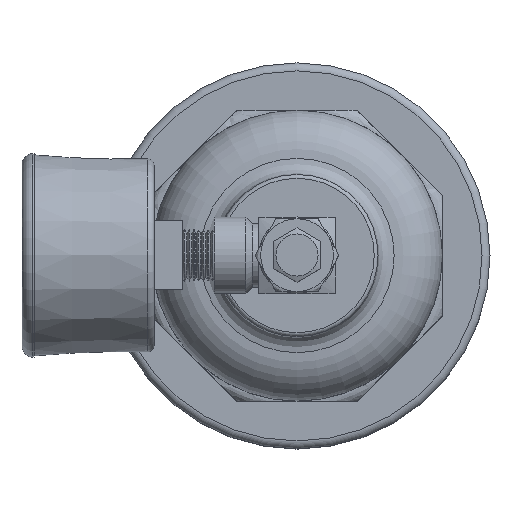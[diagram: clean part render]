
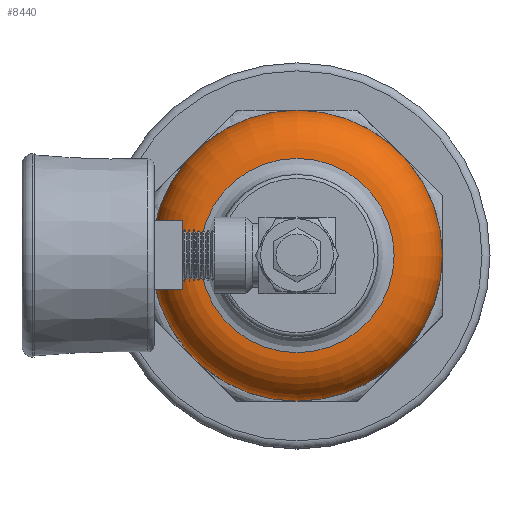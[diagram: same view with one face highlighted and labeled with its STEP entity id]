
A CAD part, top view. The second image highlights one B-rep face of the part: STEP entity #8440.
In plain terms, the highlighted toroidal (fillet/blend) face has major radius 19.413 mm and minor radius 9.525 mm.
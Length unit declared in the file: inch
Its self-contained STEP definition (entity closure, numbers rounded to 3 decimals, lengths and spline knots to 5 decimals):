
#8222=CARTESIAN_POINT('',(-12.14135,-16.69409,3.58657));
#8223=VERTEX_POINT('',#8222);
#8224=CARTESIAN_POINT('',(-11.00204,-16.69409,3.58657));
#8225=DIRECTION('',(0.0,0.0,1.0));
#8226=DIRECTION('',(-1.0,0.0,0.0));
#8227=AXIS2_PLACEMENT_3D('',#8224,#8225,#8226);
#8228=CIRCLE('',#8227,1.13931);
#8229=EDGE_CURVE('',#8223,#8223,#8228,.T.);
#8414=CARTESIAN_POINT('',(-11.76312,-16.69409,3.96156));
#8415=VERTEX_POINT('',#8414);
#8416=CARTESIAN_POINT('',(-11.00204,-16.69409,3.96156));
#8417=DIRECTION('',(0.0,0.0,1.0));
#8418=DIRECTION('',(-1.0,0.0,0.0));
#8419=AXIS2_PLACEMENT_3D('',#8416,#8417,#8418);
#8420=CIRCLE('',#8419,0.76108);
#8421=EDGE_CURVE('',#8415,#8415,#8420,.T.);
#8429=CARTESIAN_POINT('',(-11.00204,-16.69409,3.58657));
#8430=DIRECTION('',(0.,0.,1.0));
#8431=DIRECTION('',(1.0,0.0,0.0));
#8432=AXIS2_PLACEMENT_3D('',#8429,#8430,#8431);
#8433=TOROIDAL_SURFACE('',#8432,0.76431,0.375);
#8434=ORIENTED_EDGE('',*,*,#8229,.T.);
#8435=EDGE_LOOP('',(#8434));
#8436=FACE_OUTER_BOUND('',#8435,.T.);
#8437=ORIENTED_EDGE('',*,*,#8421,.F.);
#8438=EDGE_LOOP('',(#8437));
#8439=FACE_BOUND('',#8438,.T.);
#8440=ADVANCED_FACE('',(#8436,#8439),#8433,.T.);
